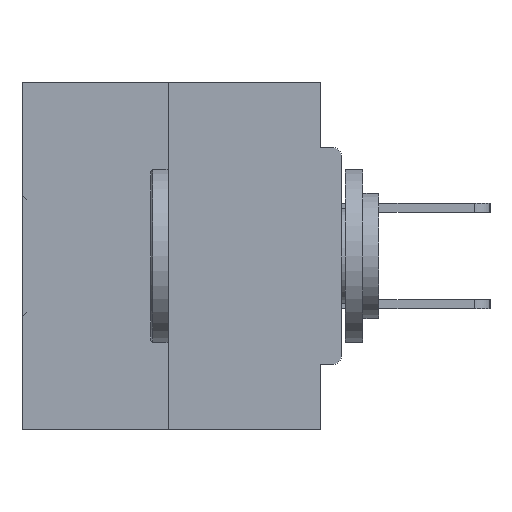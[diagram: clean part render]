
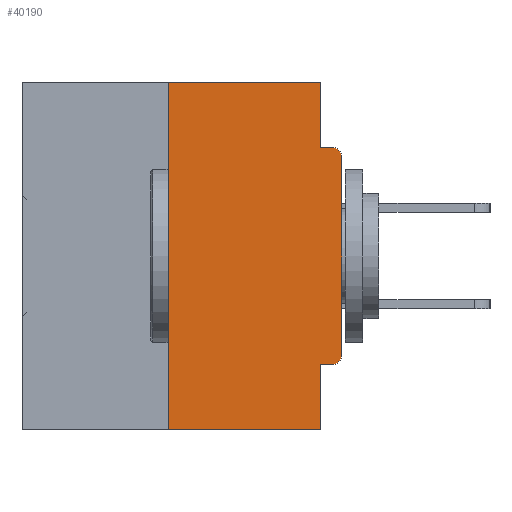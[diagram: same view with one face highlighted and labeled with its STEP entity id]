
A CAD part, left-side view. The second image highlights one B-rep face of the part: STEP entity #40190.
In plain terms, the highlighted planar face has unit normal (-1, 0, 0).
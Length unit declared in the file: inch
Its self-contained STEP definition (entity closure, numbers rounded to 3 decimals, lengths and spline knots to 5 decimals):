
#242 = VERTEX_POINT ( 'NONE', #15723 ) ;
#1403 = VECTOR ( 'NONE', #45745, 39.37008 ) ;
#1474 = AXIS2_PLACEMENT_3D ( 'NONE', #27031, #44273, #26427 ) ;
#2372 = DIRECTION ( 'NONE',  ( 0., 0., -1. ) ) ;
#2440 = VECTOR ( 'NONE', #18800, 39.37008 ) ;
#2833 = VERTEX_POINT ( 'NONE', #43828 ) ;
#2990 = CARTESIAN_POINT ( 'NONE',  ( 0., 0.031, 0. ) ) ;
#3283 = VERTEX_POINT ( 'NONE', #46233 ) ;
#3778 = AXIS2_PLACEMENT_3D ( 'NONE', #23686, #16910, #2372 ) ;
#4526 = DIRECTION ( 'NONE',  ( 0., 1., 0. ) ) ;
#4683 = CARTESIAN_POINT ( 'NONE',  ( 0., 0., -0.4065 ) ) ;
#5768 = CARTESIAN_POINT ( 'NONE',  ( 0., 0.25, 0. ) ) ;
#6011 = ORIENTED_EDGE ( 'NONE', *, *, #14463, .F. ) ;
#6891 = LINE ( 'NONE', #8611, #2440 ) ;
#7278 = LINE ( 'NONE', #9556, #26379 ) ;
#7656 = DIRECTION ( 'NONE',  ( 0., -1., 0. ) ) ;
#7995 = VECTOR ( 'NONE', #32741, 39.37008 ) ;
#8108 = LINE ( 'NONE', #5768, #33321 ) ;
#8208 = FACE_OUTER_BOUND ( 'NONE', #44891, .T. ) ;
#8257 = DIRECTION ( 'NONE',  ( 0., -1., 0. ) ) ;
#8297 = VERTEX_POINT ( 'NONE', #26877 ) ;
#8530 = VERTEX_POINT ( 'NONE', #28255 ) ;
#8611 = CARTESIAN_POINT ( 'NONE',  ( 0., 0., 0. ) ) ;
#9113 = EDGE_CURVE ( 'NONE', #242, #19863, #43399, .T. ) ;
#9206 = VECTOR ( 'NONE', #7656, 39.37008 ) ;
#9514 = EDGE_CURVE ( 'NONE', #2833, #3283, #18135, .T. ) ;
#9556 = CARTESIAN_POINT ( 'NONE',  ( 0., 0.46, -0.5 ) ) ;
#9703 = DIRECTION ( 'NONE',  ( 0., -1., 0. ) ) ;
#9860 = ORIENTED_EDGE ( 'NONE', *, *, #29151, .F. ) ;
#11897 = ORIENTED_EDGE ( 'NONE', *, *, #35953, .F. ) ;
#13318 = LINE ( 'NONE', #39862, #25110 ) ;
#14109 = PLANE ( 'NONE',  #24223 ) ;
#14463 = EDGE_CURVE ( 'NONE', #14714, #242, #14906, .T. ) ;
#14714 = VERTEX_POINT ( 'NONE', #30661 ) ;
#14906 = LINE ( 'NONE', #4683, #31685 ) ;
#14946 = CARTESIAN_POINT ( 'NONE',  ( 0., 0.031, 0. ) ) ;
#15252 = CARTESIAN_POINT ( 'NONE',  ( 0., 0.25, -0.5 ) ) ;
#15362 = EDGE_CURVE ( 'NONE', #40822, #8530, #8108, .T. ) ;
#15723 = CARTESIAN_POINT ( 'NONE',  ( 0., 0.031, -0.4065 ) ) ;
#15872 = EDGE_CURVE ( 'NONE', #41108, #3283, #31516, .T. ) ;
#16216 = ORIENTED_EDGE ( 'NONE', *, *, #41443, .T. ) ;
#16910 = DIRECTION ( 'NONE',  ( -1., 0., 0. ) ) ;
#18135 = LINE ( 'NONE', #43994, #9206 ) ;
#18800 = DIRECTION ( 'NONE',  ( 0., 0., 1. ) ) ;
#19636 = ORIENTED_EDGE ( 'NONE', *, *, #15872, .T. ) ;
#19863 = VERTEX_POINT ( 'NONE', #39210 ) ;
#21294 = ORIENTED_EDGE ( 'NONE', *, *, #24292, .T. ) ;
#23686 = CARTESIAN_POINT ( 'NONE',  ( 0., 0.015, -0.3915 ) ) ;
#24223 = AXIS2_PLACEMENT_3D ( 'NONE', #35104, #31800, #46068 ) ;
#24292 = EDGE_CURVE ( 'NONE', #14714, #8297, #38371, .T. ) ;
#24469 = CARTESIAN_POINT ( 'NONE',  ( 0., 0., -0.1085 ) ) ;
#25110 = VECTOR ( 'NONE', #8257, 39.37008 ) ;
#26379 = VECTOR ( 'NONE', #9703, 39.37008 ) ;
#26427 = DIRECTION ( 'NONE',  ( 0., 0., -1. ) ) ;
#26877 = CARTESIAN_POINT ( 'NONE',  ( 0., 0., -0.3915 ) ) ;
#27031 = CARTESIAN_POINT ( 'NONE',  ( 0., 0.015, -0.1085 ) ) ;
#27547 = ORIENTED_EDGE ( 'NONE', *, *, #15362, .F. ) ;
#28151 = LINE ( 'NONE', #2990, #7995 ) ;
#28255 = CARTESIAN_POINT ( 'NONE',  ( 0., 0.25, 0. ) ) ;
#29151 = EDGE_CURVE ( 'NONE', #8530, #37952, #13318, .T. ) ;
#30661 = CARTESIAN_POINT ( 'NONE',  ( 0., 0.015, -0.4065 ) ) ;
#31516 = CIRCLE ( 'NONE', #1474, 0.015 ) ;
#31685 = VECTOR ( 'NONE', #4526, 39.37008 ) ;
#31800 = DIRECTION ( 'NONE',  ( 1., 0., 0. ) ) ;
#32741 = DIRECTION ( 'NONE',  ( 0., 0., -1. ) ) ;
#33175 = EDGE_CURVE ( 'NONE', #40822, #19863, #7278, .T. ) ;
#33321 = VECTOR ( 'NONE', #41450, 39.37008 ) ;
#34786 = CARTESIAN_POINT ( 'NONE',  ( 0., 0.031, -0.5 ) ) ;
#35104 = CARTESIAN_POINT ( 'NONE',  ( 0., 0.46, 0. ) ) ;
#35953 = EDGE_CURVE ( 'NONE', #37952, #2833, #28151, .T. ) ;
#37952 = VERTEX_POINT ( 'NONE', #14946 ) ;
#38371 = CIRCLE ( 'NONE', #3778, 0.015 ) ;
#39210 = CARTESIAN_POINT ( 'NONE',  ( 0., 0.031, -0.5 ) ) ;
#39862 = CARTESIAN_POINT ( 'NONE',  ( 0., 0.46, 0. ) ) ;
#40190 = ADVANCED_FACE ( 'NONE', ( #8208 ), #14109, .F. ) ;
#40822 = VERTEX_POINT ( 'NONE', #15252 ) ;
#41108 = VERTEX_POINT ( 'NONE', #24469 ) ;
#41325 = ORIENTED_EDGE ( 'NONE', *, *, #9514, .F. ) ;
#41443 = EDGE_CURVE ( 'NONE', #8297, #41108, #6891, .T. ) ;
#41450 = DIRECTION ( 'NONE',  ( 0., 0., 1. ) ) ;
#43399 = LINE ( 'NONE', #34786, #1403 ) ;
#43828 = CARTESIAN_POINT ( 'NONE',  ( 0., 0.031, -0.0935 ) ) ;
#43994 = CARTESIAN_POINT ( 'NONE',  ( 0., 0., -0.0935 ) ) ;
#44273 = DIRECTION ( 'NONE',  ( -1., 0., 0. ) ) ;
#44513 = ORIENTED_EDGE ( 'NONE', *, *, #33175, .T. ) ;
#44891 = EDGE_LOOP ( 'NONE', ( #9860, #27547, #44513, #45319, #6011, #21294, #16216, #19636, #41325, #11897 ) ) ;
#45319 = ORIENTED_EDGE ( 'NONE', *, *, #9113, .F. ) ;
#45745 = DIRECTION ( 'NONE',  ( 0., 0., -1. ) ) ;
#46068 = DIRECTION ( 'NONE',  ( 0., 0., -1. ) ) ;
#46233 = CARTESIAN_POINT ( 'NONE',  ( 0., 0.015, -0.0935 ) ) ;
